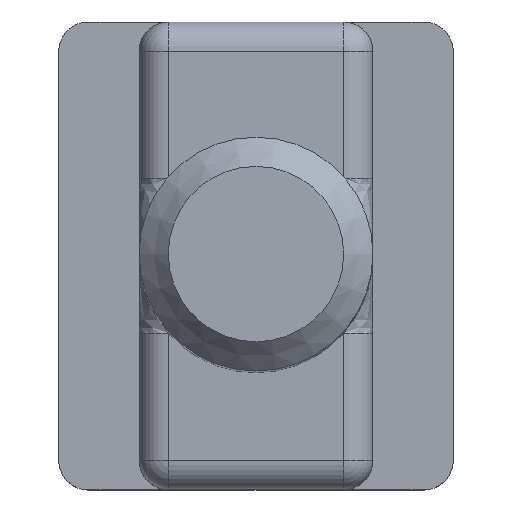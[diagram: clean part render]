
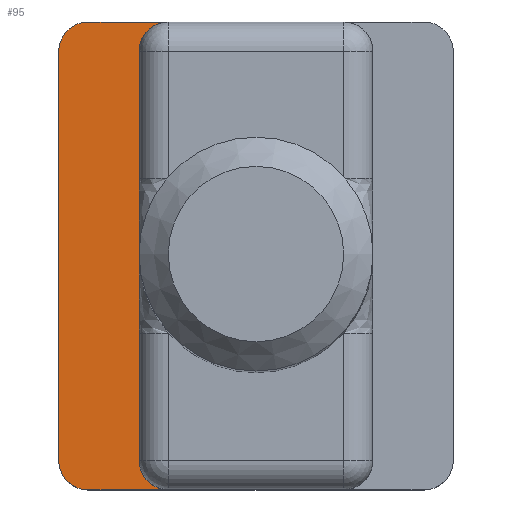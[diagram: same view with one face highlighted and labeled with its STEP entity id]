
A CAD part, top view. The second image highlights one B-rep face of the part: STEP entity #95.
In plain terms, the highlighted planar face has unit normal (0, 0, 1).
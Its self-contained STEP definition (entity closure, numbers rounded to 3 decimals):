
#95 = ADVANCED_FACE( '', ( #153 ), #154, .T. );
#153 = FACE_OUTER_BOUND( '', #827, .T. );
#154 = PLANE( '', #828 );
#827 = EDGE_LOOP( '', ( #987, #988, #989, #990, #991, #992, #993, #994 ) );
#828 = AXIS2_PLACEMENT_3D( '', #995, #996, #997 );
#987 = ORIENTED_EDGE( '', *, *, #1166, .T. );
#988 = ORIENTED_EDGE( '', *, *, #1167, .T. );
#989 = ORIENTED_EDGE( '', *, *, #1168, .T. );
#990 = ORIENTED_EDGE( '', *, *, #1169, .T. );
#991 = ORIENTED_EDGE( '', *, *, #1170, .T. );
#992 = ORIENTED_EDGE( '', *, *, #1165, .T. );
#993 = ORIENTED_EDGE( '', *, *, #1126, .F. );
#994 = ORIENTED_EDGE( '', *, *, #1171, .T. );
#995 = CARTESIAN_POINT( '', ( -13.5, -16., 8. ) );
#996 = DIRECTION( '', ( 0., 0., 1. ) );
#997 = DIRECTION( '', ( 1., 0., 0. ) );
#1126 = EDGE_CURVE( '', #1215, #1204, #1217, .T. );
#1165 = EDGE_CURVE( '', #1273, #1204, #1275, .F. );
#1166 = EDGE_CURVE( '', #1276, #1277, #1278, .T. );
#1167 = EDGE_CURVE( '', #1277, #1279, #1280, .T. );
#1168 = EDGE_CURVE( '', #1279, #1281, #1282, .T. );
#1169 = EDGE_CURVE( '', #1281, #1283, #1284, .T. );
#1170 = EDGE_CURVE( '', #1283, #1273, #1285, .T. );
#1171 = EDGE_CURVE( '', #1215, #1276, #1286, .F. );
#1204 = VERTEX_POINT( '', #1335 );
#1215 = VERTEX_POINT( '', #1407 );
#1217 = LINE( '', #1410, #1411 );
#1273 = VERTEX_POINT( '', #1536 );
#1275 = CIRCLE( '', #1539, 2. );
#1276 = VERTEX_POINT( '', #1540 );
#1277 = VERTEX_POINT( '', #1541 );
#1278 = LINE( '', #1542, #1543 );
#1279 = VERTEX_POINT( '', #1544 );
#1280 = CIRCLE( '', #1545, 2. );
#1281 = VERTEX_POINT( '', #1546 );
#1282 = LINE( '', #1547, #1548 );
#1283 = VERTEX_POINT( '', #1549 );
#1284 = CIRCLE( '', #1550, 2. );
#1285 = LINE( '', #1551, #1552 );
#1286 = CIRCLE( '', #1553, 2. );
#1335 = CARTESIAN_POINT( '', ( -8., -14., 8. ) );
#1407 = CARTESIAN_POINT( '', ( -8., 14., 8. ) );
#1410 = CARTESIAN_POINT( '', ( -8., 16., 8. ) );
#1411 = VECTOR( '', #1618, 1000. );
#1536 = CARTESIAN_POINT( '', ( -6., -16., 8. ) );
#1539 = AXIS2_PLACEMENT_3D( '', #1703, #1704, #1705 );
#1540 = CARTESIAN_POINT( '', ( -6., 16., 8. ) );
#1541 = CARTESIAN_POINT( '', ( -11.5, 16., 8. ) );
#1542 = CARTESIAN_POINT( '', ( 13.5, 16., 8. ) );
#1543 = VECTOR( '', #1706, 1000. );
#1544 = CARTESIAN_POINT( '', ( -13.5, 14., 8. ) );
#1545 = AXIS2_PLACEMENT_3D( '', #1707, #1708, #1709 );
#1546 = CARTESIAN_POINT( '', ( -13.5, -14., 8. ) );
#1547 = CARTESIAN_POINT( '', ( -13.5, 16., 8. ) );
#1548 = VECTOR( '', #1710, 1000. );
#1549 = CARTESIAN_POINT( '', ( -11.5, -16., 8. ) );
#1550 = AXIS2_PLACEMENT_3D( '', #1711, #1712, #1713 );
#1551 = CARTESIAN_POINT( '', ( -13.5, -16., 8. ) );
#1552 = VECTOR( '', #1714, 1000. );
#1553 = AXIS2_PLACEMENT_3D( '', #1715, #1716, #1717 );
#1618 = DIRECTION( '', ( 0., -1., 0. ) );
#1703 = CARTESIAN_POINT( '', ( -6., -14., 8. ) );
#1704 = DIRECTION( '', ( 0., 0., 1. ) );
#1705 = DIRECTION( '', ( 1., 0., 0. ) );
#1706 = DIRECTION( '', ( -1., 0., 0. ) );
#1707 = CARTESIAN_POINT( '', ( -11.5, 14., 8. ) );
#1708 = DIRECTION( '', ( 0., 0., 1. ) );
#1709 = DIRECTION( '', ( 1., 0., 0. ) );
#1710 = DIRECTION( '', ( 0., -1., 0. ) );
#1711 = CARTESIAN_POINT( '', ( -11.5, -14., 8. ) );
#1712 = DIRECTION( '', ( 0., 0., 1. ) );
#1713 = DIRECTION( '', ( 1., 0., 0. ) );
#1714 = DIRECTION( '', ( 1., 0., 0. ) );
#1715 = CARTESIAN_POINT( '', ( -6., 14., 8. ) );
#1716 = DIRECTION( '', ( 0., 0., 1. ) );
#1717 = DIRECTION( '', ( 1., 0., 0. ) );
